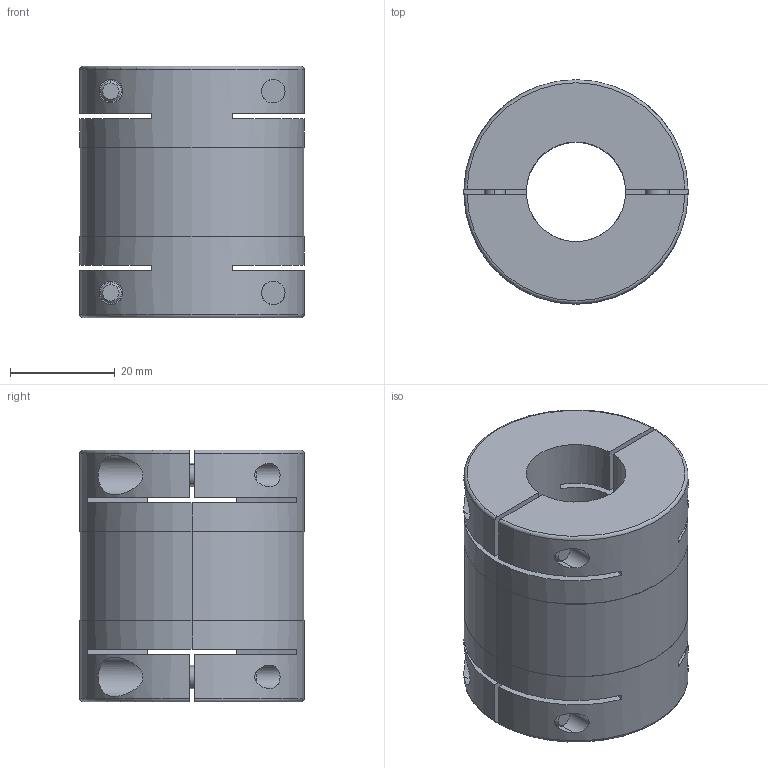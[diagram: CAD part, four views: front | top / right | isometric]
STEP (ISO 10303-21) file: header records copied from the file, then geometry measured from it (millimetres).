
FILE_DESCRIPTION (( 'STEP AP203' ), '1' );
FILE_NAME ('SHR-43C-19-19.step', '2021-05-12T16:42:11', ( '' ), ( '' ), 'SwSTEP 2.0', 'SolidWorks 2021', '' );
FILE_SCHEMA (( 'CONFIG_CONTROL_DESIGN' ));
Length unit declared in the file: millimetre
Products named in the file (1): SHR-43C-19-19
Bounding box: 42.8 x 42.8 x 48 mm (x, y, z)
Volume: 50622.6 mm3; surface area: 17931.6 mm2
Topology: 1 solids, 1 shells, 144 faces, 352 edges, 230 vertices
Faces by surface type: plane 70, cylinder 58, cone 12, torus 4
Entity records: 5483 total; most frequent: CARTESIAN_POINT 1895, DIRECTION 762, ORIENTED_EDGE 704, EDGE_CURVE 352, AXIS2_PLACEMENT_3D 291, VERTEX_POINT 230, LINE 180, VECTOR 180
